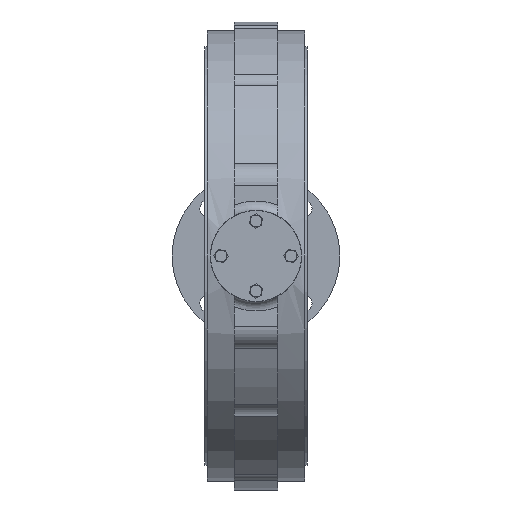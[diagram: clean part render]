
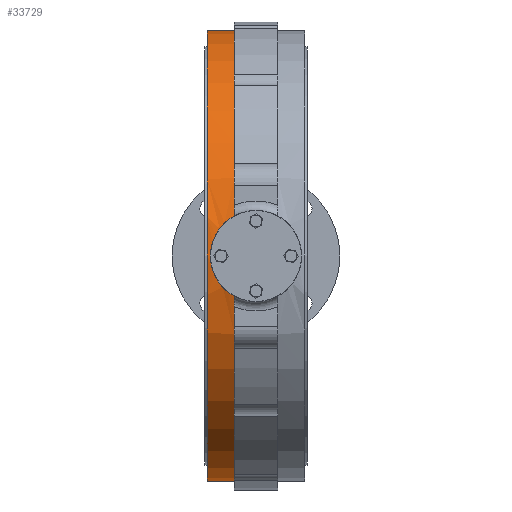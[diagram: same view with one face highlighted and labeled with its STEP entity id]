
A CAD part, front view. The second image highlights one B-rep face of the part: STEP entity #33729.
In plain terms, the highlighted cylindrical face has radius 235 mm (diameter 470 mm), a partial arc.
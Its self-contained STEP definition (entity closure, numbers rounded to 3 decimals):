
#118 = CARTESIAN_POINT ( 'NONE',  ( 1.07, -235., -47.5 ) ) ;
#1364 = CARTESIAN_POINT ( 'NONE',  ( 0., -235., -47.5 ) ) ;
#2750 = CARTESIAN_POINT ( 'NONE',  ( -37.78, -231.944, -28.811 ) ) ;
#3633 = VERTEX_POINT ( 'NONE', #8127 ) ;
#3979 = DIRECTION ( 'NONE',  ( 1., 0., 0. ) ) ;
#4079 = AXIS2_PLACEMENT_3D ( 'NONE', #18079, #15417, #35111 ) ;
#4804 = VECTOR ( 'NONE', #31285, 1000. ) ;
#4906 = VERTEX_POINT ( 'NONE', #35344 ) ;
#5069 = DIRECTION ( 'NONE',  ( 1., 0., 0. ) ) ;
#5081 = CARTESIAN_POINT ( 'NONE',  ( -4.263, -234.971, -47.356 ) ) ;
#5559 = CARTESIAN_POINT ( 'NONE',  ( -14.723, -234.548, -45.212 ) ) ;
#5609 = CARTESIAN_POINT ( 'NONE',  ( 32.866, -232.692, -34.311 ) ) ;
#5836 = CARTESIAN_POINT ( 'NONE',  ( 0., -235., -47.5 ) ) ;
#7187 = CARTESIAN_POINT ( 'NONE',  ( 235., 0., -22.5 ) ) ;
#7769 = CARTESIAN_POINT ( 'NONE',  ( 0., 0., 51. ) ) ;
#7880 = DIRECTION ( 'NONE',  ( 0., 0., -1. ) ) ;
#7895 = CARTESIAN_POINT ( 'NONE',  ( -35.757, -232.265, -31.287 ) ) ;
#8127 = CARTESIAN_POINT ( 'NONE',  ( 41.833, -231.247, -22.5 ) ) ;
#8184 = CARTESIAN_POINT ( 'NONE',  ( 26.231, -233.539, -39.657 ) ) ;
#8247 = VERTEX_POINT ( 'NONE', #22174 ) ;
#8423 = CARTESIAN_POINT ( 'NONE',  ( 20.697, -234.095, -42.808 ) ) ;
#8550 = VERTEX_POINT ( 'NONE', #18386 ) ;
#8961 = CARTESIAN_POINT ( 'NONE',  ( -235., 0., -51. ) ) ;
#9248 = DIRECTION ( 'NONE',  ( 0., 0., 1. ) ) ;
#9323 = CARTESIAN_POINT ( 'NONE',  ( -235., 0., 51. ) ) ;
#10046 = B_SPLINE_CURVE_WITH_KNOTS ( 'NONE', 3,
 ( #33486, #33600, #31021, #14188, #22342, #24940, #5609, #25176, #30532, #16977, #8184, #36209, #8423, #19762, #28030, #22583, #22453, #16849, #16616, #27775, #13706, #16501, #118, #5836 ),
 .UNSPECIFIED., .F., .F.,
 ( 4, 2, 2, 2, 2, 2, 2, 2, 2, 2, 2, 4 ),
 ( 0., 0.006, 0.013, 0.016, 0.019, 0.026, 0.032, 0.035, 0.038, 0.045, 0.048, 0.051 ),
 .UNSPECIFIED. ) ;
#10847 = CARTESIAN_POINT ( 'NONE',  ( -2.139, -235., -47.5 ) ) ;
#11053 = EDGE_CURVE ( 'NONE', #34651, #4906, #36208, .T. ) ;
#11073 = CARTESIAN_POINT ( 'NONE',  ( -27.94, -233.335, -38.428 ) ) ;
#13193 = ORIENTED_EDGE ( 'NONE', *, *, #14658, .F. ) ;
#13379 = CIRCLE ( 'NONE', #32463, 235. ) ;
#13656 = CARTESIAN_POINT ( 'NONE',  ( -26.176, -233.539, -39.651 ) ) ;
#13706 = CARTESIAN_POINT ( 'NONE',  ( 4.299, -234.963, -47.317 ) ) ;
#13773 = CARTESIAN_POINT ( 'NONE',  ( -39.674, -231.63, -26.207 ) ) ;
#13973 = ORIENTED_EDGE ( 'NONE', *, *, #11053, .T. ) ;
#14188 = CARTESIAN_POINT ( 'NONE',  ( 37.188, -232.042, -29.627 ) ) ;
#14658 = EDGE_CURVE ( 'NONE', #27520, #8550, #18821, .T. ) ;
#15417 = DIRECTION ( 'NONE',  ( 0., 0., 1. ) ) ;
#16093 = DIRECTION ( 'NONE',  ( 0., 0., 1. ) ) ;
#16197 = VERTEX_POINT ( 'NONE', #8961 ) ;
#16200 = DIRECTION ( 'NONE',  ( -1., 0., 0. ) ) ;
#16501 = CARTESIAN_POINT ( 'NONE',  ( 2.147, -234.993, -47.464 ) ) ;
#16569 = CARTESIAN_POINT ( 'NONE',  ( -35.049, -232.373, -32.077 ) ) ;
#16616 = CARTESIAN_POINT ( 'NONE',  ( 8.542, -234.854, -46.775 ) ) ;
#16849 = CARTESIAN_POINT ( 'NONE',  ( 10.624, -234.769, -46.345 ) ) ;
#16977 = CARTESIAN_POINT ( 'NONE',  ( 27.973, -233.335, -38.448 ) ) ;
#17122 = AXIS2_PLACEMENT_3D ( 'NONE', #20700, #9248, #3979 ) ;
#17614 = DIRECTION ( 'NONE',  ( 0., 0., -1. ) ) ;
#17890 = LINE ( 'NONE', #9323, #31112 ) ;
#18079 = CARTESIAN_POINT ( 'NONE',  ( 0., 0., -22.5 ) ) ;
#18327 = EDGE_LOOP ( 'NONE', ( #13193, #29357, #20807, #13973, #32147, #19597, #21634 ) ) ;
#18386 = CARTESIAN_POINT ( 'NONE',  ( 235., 0., -51. ) ) ;
#18821 = LINE ( 'NONE', #34498, #4804 ) ;
#19351 = CARTESIAN_POINT ( 'NONE',  ( -41.833, -231.247, -22.5 ) ) ;
#19597 = ORIENTED_EDGE ( 'NONE', *, *, #26601, .T. ) ;
#19762 = CARTESIAN_POINT ( 'NONE',  ( 17.731, -234.332, -44.08 ) ) ;
#20075 = FACE_OUTER_BOUND ( 'NONE', #18327, .T. ) ;
#20347 = EDGE_CURVE ( 'NONE', #16197, #8550, #28746, .T. ) ;
#20700 = CARTESIAN_POINT ( 'NONE',  ( 0., 0., -51. ) ) ;
#20794 = CIRCLE ( 'NONE', #4079, 235. ) ;
#20807 = ORIENTED_EDGE ( 'NONE', *, *, #28163, .T. ) ;
#21634 = ORIENTED_EDGE ( 'NONE', *, *, #20347, .T. ) ;
#21759 = CYLINDRICAL_SURFACE ( 'NONE', #32936, 235. ) ;
#21925 = CARTESIAN_POINT ( 'NONE',  ( -16.738, -234.411, -44.504 ) ) ;
#22044 = CARTESIAN_POINT ( 'NONE',  ( -28.796, -233.231, -37.791 ) ) ;
#22167 = CARTESIAN_POINT ( 'NONE',  ( -32.852, -232.697, -34.372 ) ) ;
#22174 = CARTESIAN_POINT ( 'NONE',  ( -235., 0., -22.5 ) ) ;
#22342 = CARTESIAN_POINT ( 'NONE',  ( 35.832, -232.257, -31.254 ) ) ;
#22453 = CARTESIAN_POINT ( 'NONE',  ( 13.698, -234.603, -45.494 ) ) ;
#22583 = CARTESIAN_POINT ( 'NONE',  ( 14.715, -234.541, -45.176 ) ) ;
#24396 = CARTESIAN_POINT ( 'NONE',  ( 0., 0., -22.5 ) ) ;
#24643 = CARTESIAN_POINT ( 'NONE',  ( -31.29, -232.914, -35.801 ) ) ;
#24884 = CARTESIAN_POINT ( 'NONE',  ( -20.642, -234.1, -42.833 ) ) ;
#24940 = CARTESIAN_POINT ( 'NONE',  ( 33.629, -232.583, -33.563 ) ) ;
#25176 = CARTESIAN_POINT ( 'NONE',  ( 31.282, -232.91, -35.761 ) ) ;
#26601 = EDGE_CURVE ( 'NONE', #8247, #16197, #17890, .T. ) ;
#27520 = VERTEX_POINT ( 'NONE', #7187 ) ;
#27726 = CARTESIAN_POINT ( 'NONE',  ( -10.571, -234.771, -46.359 ) ) ;
#27775 = CARTESIAN_POINT ( 'NONE',  ( 5.366, -234.941, -47.208 ) ) ;
#28030 = CARTESIAN_POINT ( 'NONE',  ( 16.73, -234.406, -44.469 ) ) ;
#28163 = EDGE_CURVE ( 'NONE', #3633, #34651, #10046, .T. ) ;
#28746 = CIRCLE ( 'NONE', #17122, 235. ) ;
#29357 = ORIENTED_EDGE ( 'NONE', *, *, #33769, .F. ) ;
#30480 = CARTESIAN_POINT ( 'NONE',  ( -22.533, -233.924, -41.87 ) ) ;
#30532 = CARTESIAN_POINT ( 'NONE',  ( 30.469, -233.018, -36.456 ) ) ;
#30607 = CARTESIAN_POINT ( 'NONE',  ( -37.122, -232.051, -29.654 ) ) ;
#31021 = CARTESIAN_POINT ( 'NONE',  ( 39.679, -231.629, -26.197 ) ) ;
#31112 = VECTOR ( 'NONE', #17614, 1000. ) ;
#31285 = DIRECTION ( 'NONE',  ( 0., 0., -1. ) ) ;
#32147 = ORIENTED_EDGE ( 'NONE', *, *, #35467, .F. ) ;
#32463 = AXIS2_PLACEMENT_3D ( 'NONE', #24396, #16093, #5069 ) ;
#32936 = AXIS2_PLACEMENT_3D ( 'NONE', #7769, #7880, #16200 ) ;
#33486 = CARTESIAN_POINT ( 'NONE',  ( 41.833, -231.247, -22.5 ) ) ;
#33553 = CARTESIAN_POINT ( 'NONE',  ( 0., -235., -47.5 ) ) ;
#33600 = CARTESIAN_POINT ( 'NONE',  ( 40.814, -231.431, -24.395 ) ) ;
#33729 = ADVANCED_FACE ( 'NONE', ( #20075 ), #21759, .T. ) ;
#33769 = EDGE_CURVE ( 'NONE', #3633, #27520, #13379, .T. ) ;
#34498 = CARTESIAN_POINT ( 'NONE',  ( 235., 0., 51. ) ) ;
#34651 = VERTEX_POINT ( 'NONE', #1364 ) ;
#35111 = DIRECTION ( 'NONE',  ( 1., 0., 0. ) ) ;
#35344 = CARTESIAN_POINT ( 'NONE',  ( -41.833, -231.247, -22.5 ) ) ;
#35467 = EDGE_CURVE ( 'NONE', #8247, #4906, #20794, .T. ) ;
#35926 = CARTESIAN_POINT ( 'NONE',  ( -25.276, -233.639, -40.231 ) ) ;
#36048 = CARTESIAN_POINT ( 'NONE',  ( -8.478, -234.856, -46.786 ) ) ;
#36208 = B_SPLINE_CURVE_WITH_KNOTS ( 'NONE', 3,
 ( #33553, #10847, #5081, #36048, #27726, #5559, #21925, #24884, #30480, #35926, #13656, #11073, #22044, #24643, #22167, #16569, #7895, #30607, #2750, #13773, #36279, #19351 ),
 .UNSPECIFIED., .F., .F.,
 ( 4, 2, 2, 2, 2, 2, 2, 2, 2, 2, 4 ),
 ( 0.051, 0.057, 0.064, 0.07, 0.077, 0.08, 0.083, 0.089, 0.093, 0.096, 0.102 ),
 .UNSPECIFIED. ) ;
#36209 = CARTESIAN_POINT ( 'NONE',  ( 22.593, -233.919, -41.836 ) ) ;
#36279 = CARTESIAN_POINT ( 'NONE',  ( -40.815, -231.431, -24.393 ) ) ;
